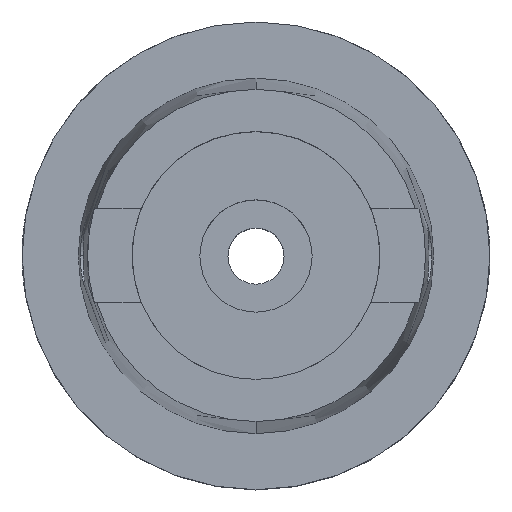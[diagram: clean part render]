
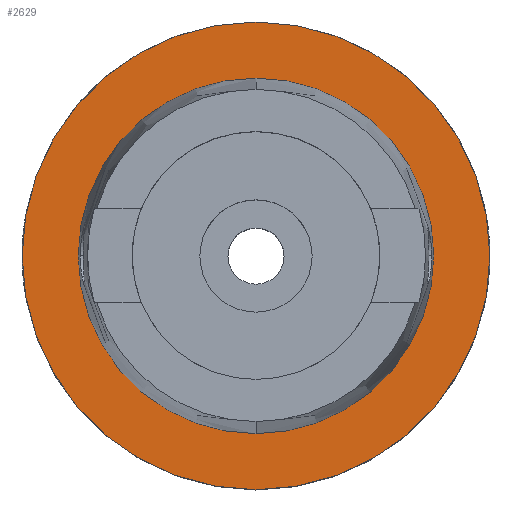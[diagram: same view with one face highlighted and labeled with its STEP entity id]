
A CAD part, top view. The second image highlights one B-rep face of the part: STEP entity #2629.
In plain terms, the highlighted planar face has unit normal (0, 0, 1).
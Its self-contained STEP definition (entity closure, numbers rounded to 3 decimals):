
#342=CARTESIAN_POINT('',(0.,0.,0.));
#343=DIRECTION('',(0.,0.,-1.));
#344=DIRECTION('',(0.,-1.,0.));
#345=AXIS2_PLACEMENT_3D('',#342,#343,#344);
#350=CARTESIAN_POINT('',(0.,0.,0.));
#351=DIRECTION('',(0.,0.,-1.));
#352=DIRECTION('',(0.,1.,0.));
#353=AXIS2_PLACEMENT_3D('',#350,#351,#352);
#358=CARTESIAN_POINT('',(0.,0.,0.));
#359=DIRECTION('',(0.,0.,1.));
#360=DIRECTION('',(0.,-1.,0.));
#361=AXIS2_PLACEMENT_3D('',#358,#359,#360);
#366=CARTESIAN_POINT('',(0.,0.,0.));
#367=DIRECTION('',(0.,0.,1.));
#368=DIRECTION('',(0.,1.,0.));
#369=AXIS2_PLACEMENT_3D('',#366,#367,#368);
#2141=CARTESIAN_POINT('',(0.,38.,0.));
#2142=VERTEX_POINT('',#2141);
#2143=CARTESIAN_POINT('',(0.,-38.,0.));
#2144=VERTEX_POINT('',#2143);
#2151=CARTESIAN_POINT('',(0.,-50.,0.));
#2152=CARTESIAN_POINT('',(0.,50.,0.));
#2153=VERTEX_POINT('',#2151);
#2154=VERTEX_POINT('',#2152);
#2614=CARTESIAN_POINT('',(0.,0.,0.));
#2615=DIRECTION('',(0.,0.,1.));
#2616=DIRECTION('',(0.,1.,0.));
#2617=AXIS2_PLACEMENT_3D('',#2614,#2615,#2616);
#2618=PLANE('',#2617);
#2620=ORIENTED_EDGE('',*,*,#2619,.T.);
#2622=ORIENTED_EDGE('',*,*,#2621,.T.);
#2623=EDGE_LOOP('',(#2620,#2622));
#2624=FACE_OUTER_BOUND('',#2623,.F.);
#2625=ORIENTED_EDGE('',*,*,#2576,.T.);
#2626=ORIENTED_EDGE('',*,*,#2538,.T.);
#2627=EDGE_LOOP('',(#2625,#2626));
#2628=FACE_BOUND('',#2627,.F.);
#346=CIRCLE('',#345,50.);
#354=CIRCLE('',#353,50.);
#362=CIRCLE('',#361,38.);
#370=CIRCLE('',#369,38.);
#2538=EDGE_CURVE('',#2142,#2144,#370,.T.);
#2576=EDGE_CURVE('',#2144,#2142,#362,.T.);
#2619=EDGE_CURVE('',#2153,#2154,#346,.T.);
#2621=EDGE_CURVE('',#2154,#2153,#354,.T.);
#2629=ADVANCED_FACE('',(#2624,#2628),#2618,.T.);
